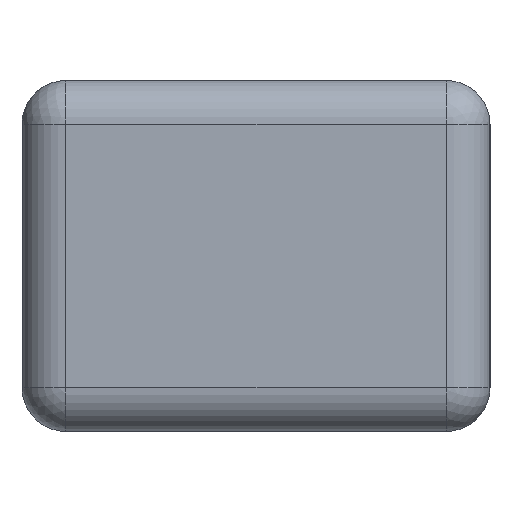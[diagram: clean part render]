
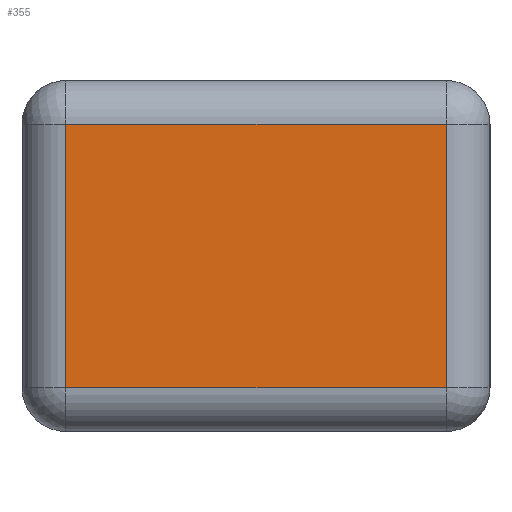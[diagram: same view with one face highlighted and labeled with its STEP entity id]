
A CAD part, left-side view. The second image highlights one B-rep face of the part: STEP entity #355.
In plain terms, the highlighted planar face has unit normal (-1, 0, 0).
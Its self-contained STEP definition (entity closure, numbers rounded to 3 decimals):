
#17=PLANE('',#407);
#23=LINE('',#577,#47);
#29=LINE('',#607,#53);
#32=LINE('',#611,#56);
#34=LINE('',#614,#58);
#47=VECTOR('',#459,18.);
#53=VECTOR('',#495,26.);
#56=VECTOR('',#500,18.);
#58=VECTOR('',#504,26.);
#103=FACE_OUTER_BOUND('',#129,.T.);
#129=EDGE_LOOP('',(#309,#310,#311,#312));
#166=VERTEX_POINT('',#560);
#170=VERTEX_POINT('',#568);
#177=VERTEX_POINT('',#593);
#179=VERTEX_POINT('',#598);
#198=EDGE_CURVE('',#166,#170,#23,.T.);
#213=EDGE_CURVE('',#170,#179,#29,.T.);
#216=EDGE_CURVE('',#179,#177,#32,.T.);
#218=EDGE_CURVE('',#177,#166,#34,.T.);
#309=ORIENTED_EDGE('',*,*,#198,.F.);
#310=ORIENTED_EDGE('',*,*,#218,.F.);
#311=ORIENTED_EDGE('',*,*,#216,.F.);
#312=ORIENTED_EDGE('',*,*,#213,.F.);
#355=ADVANCED_FACE('',(#103),#17,.T.);
#407=AXIS2_PLACEMENT_3D('',#632,#529,#530);
#459=DIRECTION('',(0.,0.,-1.));
#495=DIRECTION('',(0.,1.,0.));
#500=DIRECTION('',(0.,0.,1.));
#504=DIRECTION('',(0.,-1.,0.));
#529=DIRECTION('center_axis',(-1.,0.,0.));
#530=DIRECTION('ref_axis',(0.,-1.,0.));
#560=CARTESIAN_POINT('',(0.,3.,21.));
#568=CARTESIAN_POINT('',(0.,3.,3.));
#577=CARTESIAN_POINT('',(0.,3.,0.));
#593=CARTESIAN_POINT('',(0.,29.,21.));
#598=CARTESIAN_POINT('',(0.,29.,3.));
#607=CARTESIAN_POINT('',(0.,24.,3.));
#611=CARTESIAN_POINT('',(0.,29.,0.));
#614=CARTESIAN_POINT('',(0.,24.,21.));
#632=CARTESIAN_POINT('Origin',(0.,32.,0.));
